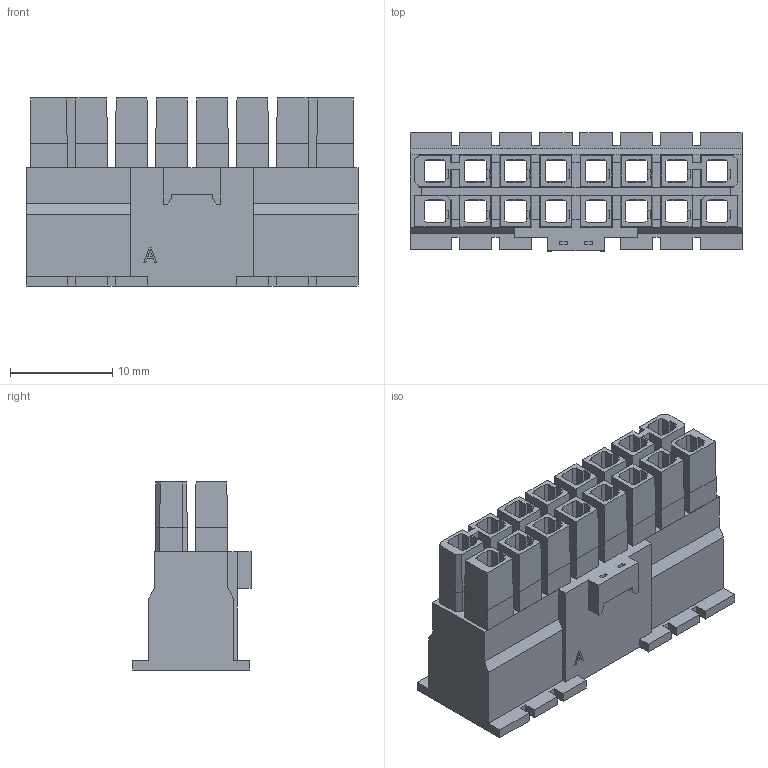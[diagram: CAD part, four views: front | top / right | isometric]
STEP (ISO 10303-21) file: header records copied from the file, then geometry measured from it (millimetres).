
FILE_DESCRIPTION( ('This file contains a STEP AP42 implementation' ,'as created by ZW3D STEP Interface translator.') ,'2;1' );
FILE_NAME( 'WF4191-2H08W03.stp' ,'24 1 8.171617', (''), ('ZWCAD Software Co.'), 'Version 1.0', 'ZW3D to STEP translator', '' );
FILE_SCHEMA(('AUTOMOTIVE_DESIGN { 1 0 10303 214 1 1 1 1 }'));
Length unit declared in the file: millimetre
Products named in the file (2): 0; WF4191-2H08W03
Bounding box: 32.52 x 11.57 x 18.42 mm (x, y, z)
Volume: 1884.3 mm3; surface area: 6356.9 mm2
Topology: 1 solids, 1 shells, 2439 faces, 6864 edges, 4488 vertices
Faces by surface type: plane 2286, bspline 128, cylinder 25
Full cylindrical faces by diameter (mm): 1.554 x14
Entity records: 80879 total; most frequent: CARTESIAN_POINT 16296, ORIENTED_EDGE 13728, DIRECTION 11282, EDGE_CURVE 6864, VECTOR 6558, LINE 6558, VERTEX_POINT 4488, EDGE_LOOP 2536
